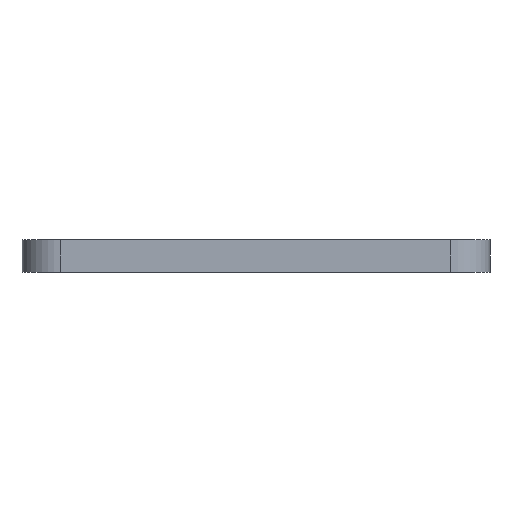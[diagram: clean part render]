
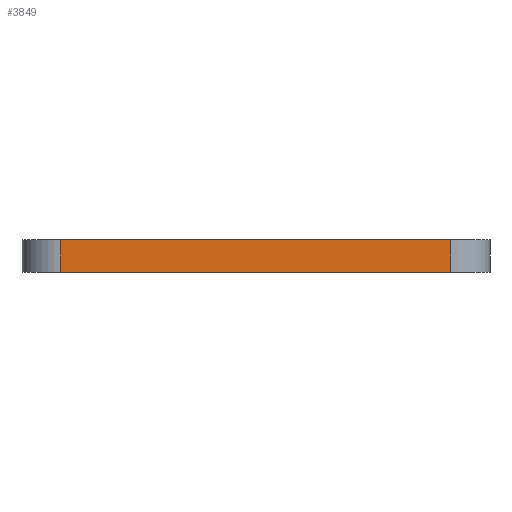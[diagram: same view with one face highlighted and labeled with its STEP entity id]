
A CAD part, left-side view. The second image highlights one B-rep face of the part: STEP entity #3849.
In plain terms, the highlighted planar face has unit normal (-1, 0, 0).
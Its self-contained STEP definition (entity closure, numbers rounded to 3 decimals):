
#83 = PLANE('',#84);
#84 = AXIS2_PLACEMENT_3D('',#85,#86,#87);
#85 = CARTESIAN_POINT('',(148.882,-105.004,1.6));
#86 = DIRECTION('',(0.,0.,1.));
#87 = DIRECTION('',(1.,0.,-0.));
#137 = PLANE('',#138);
#138 = AXIS2_PLACEMENT_3D('',#139,#140,#141);
#139 = CARTESIAN_POINT('',(148.882,-105.004,0.));
#140 = DIRECTION('',(0.,0.,1.));
#141 = DIRECTION('',(1.,0.,-0.));
#332 = VERTEX_POINT('',#333);
#333 = CARTESIAN_POINT('',(125.006,-95.479,0.));
#348 = CYLINDRICAL_SURFACE('',#349,1.905);
#349 = AXIS2_PLACEMENT_3D('',#350,#351,#352);
#350 = CARTESIAN_POINT('',(126.911,-95.479,0.));
#351 = DIRECTION('',(-0.,-0.,-1.));
#352 = DIRECTION('',(1.,0.,-0.));
#360 = EDGE_CURVE('',#332,#361,#363,.T.);
#361 = VERTEX_POINT('',#362);
#362 = CARTESIAN_POINT('',(125.006,-114.529,0.));
#363 = SURFACE_CURVE('',#364,(#368,#375),.PCURVE_S1.);
#364 = LINE('',#365,#366);
#365 = CARTESIAN_POINT('',(125.006,-95.479,0.));
#366 = VECTOR('',#367,1.);
#367 = DIRECTION('',(0.,-1.,0.));
#368 = PCURVE('',#137,#369);
#369 = DEFINITIONAL_REPRESENTATION('',(#370),#374);
#370 = LINE('',#371,#372);
#371 = CARTESIAN_POINT('',(-23.876,9.525));
#372 = VECTOR('',#373,1.);
#373 = DIRECTION('',(0.,-1.));
#374 = ( GEOMETRIC_REPRESENTATION_CONTEXT(2) 
PARAMETRIC_REPRESENTATION_CONTEXT() REPRESENTATION_CONTEXT('2D SPACE',''
  ) );
#375 = PCURVE('',#376,#381);
#376 = PLANE('',#377);
#377 = AXIS2_PLACEMENT_3D('',#378,#379,#380);
#378 = CARTESIAN_POINT('',(125.006,-95.479,0.));
#379 = DIRECTION('',(1.,0.,-0.));
#380 = DIRECTION('',(0.,-1.,0.));
#381 = DEFINITIONAL_REPRESENTATION('',(#382),#386);
#382 = LINE('',#383,#384);
#383 = CARTESIAN_POINT('',(0.,0.));
#384 = VECTOR('',#385,1.);
#385 = DIRECTION('',(1.,0.));
#386 = ( GEOMETRIC_REPRESENTATION_CONTEXT(2) 
PARAMETRIC_REPRESENTATION_CONTEXT() REPRESENTATION_CONTEXT('2D SPACE',''
  ) );
#405 = CYLINDRICAL_SURFACE('',#406,1.905);
#406 = AXIS2_PLACEMENT_3D('',#407,#408,#409);
#407 = CARTESIAN_POINT('',(126.911,-114.529,0.));
#408 = DIRECTION('',(-0.,-0.,-1.));
#409 = DIRECTION('',(1.,0.,-0.));
#2188 = VERTEX_POINT('',#2189);
#2189 = CARTESIAN_POINT('',(125.006,-95.479,1.6));
#2211 = EDGE_CURVE('',#2188,#2212,#2214,.T.);
#2212 = VERTEX_POINT('',#2213);
#2213 = CARTESIAN_POINT('',(125.006,-114.529,1.6));
#2214 = SURFACE_CURVE('',#2215,(#2219,#2226),.PCURVE_S1.);
#2215 = LINE('',#2216,#2217);
#2216 = CARTESIAN_POINT('',(125.006,-95.479,1.6));
#2217 = VECTOR('',#2218,1.);
#2218 = DIRECTION('',(0.,-1.,0.));
#2219 = PCURVE('',#83,#2220);
#2220 = DEFINITIONAL_REPRESENTATION('',(#2221),#2225);
#2221 = LINE('',#2222,#2223);
#2222 = CARTESIAN_POINT('',(-23.876,9.525));
#2223 = VECTOR('',#2224,1.);
#2224 = DIRECTION('',(0.,-1.));
#2225 = ( GEOMETRIC_REPRESENTATION_CONTEXT(2) 
PARAMETRIC_REPRESENTATION_CONTEXT() REPRESENTATION_CONTEXT('2D SPACE',''
  ) );
#2226 = PCURVE('',#376,#2227);
#2227 = DEFINITIONAL_REPRESENTATION('',(#2228),#2232);
#2228 = LINE('',#2229,#2230);
#2229 = CARTESIAN_POINT('',(0.,-1.6));
#2230 = VECTOR('',#2231,1.);
#2231 = DIRECTION('',(1.,0.));
#2232 = ( GEOMETRIC_REPRESENTATION_CONTEXT(2) 
PARAMETRIC_REPRESENTATION_CONTEXT() REPRESENTATION_CONTEXT('2D SPACE',''
  ) );
#3801 = EDGE_CURVE('',#332,#2188,#3802,.T.);
#3802 = SURFACE_CURVE('',#3803,(#3807,#3814),.PCURVE_S1.);
#3803 = LINE('',#3804,#3805);
#3804 = CARTESIAN_POINT('',(125.006,-95.479,0.));
#3805 = VECTOR('',#3806,1.);
#3806 = DIRECTION('',(0.,0.,1.));
#3807 = PCURVE('',#348,#3808);
#3808 = DEFINITIONAL_REPRESENTATION('',(#3809),#3813);
#3809 = LINE('',#3810,#3811);
#3810 = CARTESIAN_POINT('',(-3.141,0.));
#3811 = VECTOR('',#3812,1.);
#3812 = DIRECTION('',(-0.,-1.));
#3813 = ( GEOMETRIC_REPRESENTATION_CONTEXT(2) 
PARAMETRIC_REPRESENTATION_CONTEXT() REPRESENTATION_CONTEXT('2D SPACE',''
  ) );
#3814 = PCURVE('',#376,#3815);
#3815 = DEFINITIONAL_REPRESENTATION('',(#3816),#3820);
#3816 = LINE('',#3817,#3818);
#3817 = CARTESIAN_POINT('',(0.,0.));
#3818 = VECTOR('',#3819,1.);
#3819 = DIRECTION('',(0.,-1.));
#3820 = ( GEOMETRIC_REPRESENTATION_CONTEXT(2) 
PARAMETRIC_REPRESENTATION_CONTEXT() REPRESENTATION_CONTEXT('2D SPACE',''
  ) );
#3849 = ADVANCED_FACE('',(#3850),#376,.F.);
#3850 = FACE_BOUND('',#3851,.F.);
#3851 = EDGE_LOOP('',(#3852,#3853,#3854,#3875));
#3852 = ORIENTED_EDGE('',*,*,#3801,.T.);
#3853 = ORIENTED_EDGE('',*,*,#2211,.T.);
#3854 = ORIENTED_EDGE('',*,*,#3855,.F.);
#3855 = EDGE_CURVE('',#361,#2212,#3856,.T.);
#3856 = SURFACE_CURVE('',#3857,(#3861,#3868),.PCURVE_S1.);
#3857 = LINE('',#3858,#3859);
#3858 = CARTESIAN_POINT('',(125.006,-114.529,0.));
#3859 = VECTOR('',#3860,1.);
#3860 = DIRECTION('',(0.,0.,1.));
#3861 = PCURVE('',#376,#3862);
#3862 = DEFINITIONAL_REPRESENTATION('',(#3863),#3867);
#3863 = LINE('',#3864,#3865);
#3864 = CARTESIAN_POINT('',(19.05,0.));
#3865 = VECTOR('',#3866,1.);
#3866 = DIRECTION('',(0.,-1.));
#3867 = ( GEOMETRIC_REPRESENTATION_CONTEXT(2) 
PARAMETRIC_REPRESENTATION_CONTEXT() REPRESENTATION_CONTEXT('2D SPACE',''
  ) );
#3868 = PCURVE('',#405,#3869);
#3869 = DEFINITIONAL_REPRESENTATION('',(#3870),#3874);
#3870 = LINE('',#3871,#3872);
#3871 = CARTESIAN_POINT('',(-3.141,0.));
#3872 = VECTOR('',#3873,1.);
#3873 = DIRECTION('',(-0.,-1.));
#3874 = ( GEOMETRIC_REPRESENTATION_CONTEXT(2) 
PARAMETRIC_REPRESENTATION_CONTEXT() REPRESENTATION_CONTEXT('2D SPACE',''
  ) );
#3875 = ORIENTED_EDGE('',*,*,#360,.F.);
